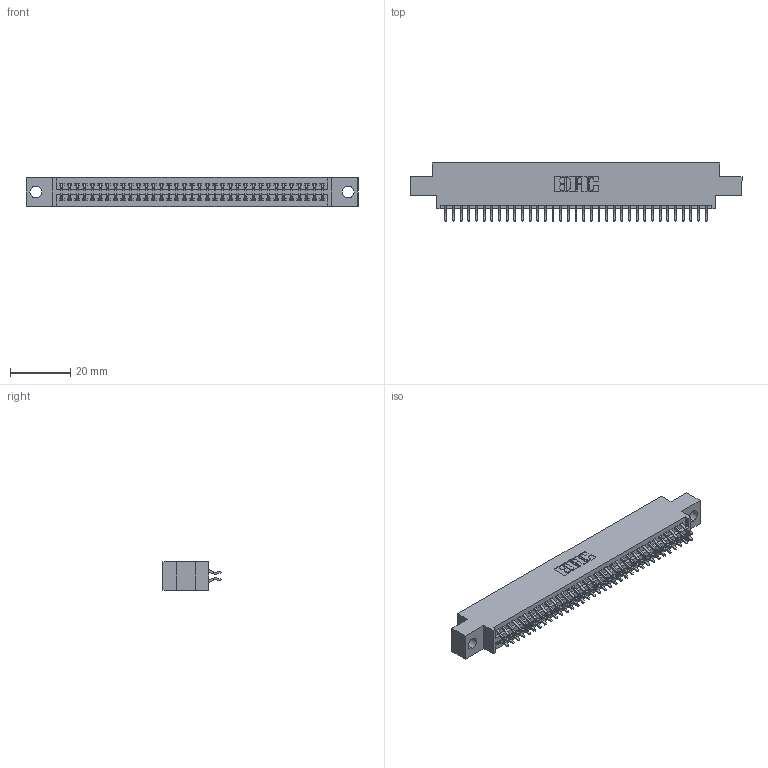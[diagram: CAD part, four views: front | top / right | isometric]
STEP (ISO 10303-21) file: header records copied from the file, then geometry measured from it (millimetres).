
FILE_DESCRIPTION (( 'STEP AP203' ), '1' );
FILE_NAME ('345-070-556-804.STEP', '2021-05-20T08:30:48', ( '' ), ( '' ), 'SwSTEP 2.0', 'SolidWorks 2020', '' );
FILE_SCHEMA (( 'CONFIG_CONTROL_DESIGN' ));
Length unit declared in the file: inch
Products named in the file (3): 345 Part_0.170 Offset - 0.156 Dia-TI; 345-070-556-804; 345-292-001_556 Tail
Assembly tree (71 placements, depth 2):
  345-070-556-804
    345 Part_0.170 Offset - 0.156 Dia-TI
    345-292-001_556 Tail  x70
Bounding box: 110.11 x 19.24 x 9.4 mm (x, y, z)
Volume: 10409 mm3; surface area: 15184.5 mm2
Topology: 71 solids, 71 shells, 4064 faces, 12079 edges, 7958 vertices
Faces by surface type: plane 2688, cylinder 1376
Entity records: 29175 total; most frequent: CARTESIAN_POINT 4918, ORIENTED_EDGE 4838, DIRECTION 4331, EDGE_CURVE 2419, VECTOR 2139, LINE 2139, VERTEX_POINT 1610, AXIS2_PLACEMENT_3D 1096
